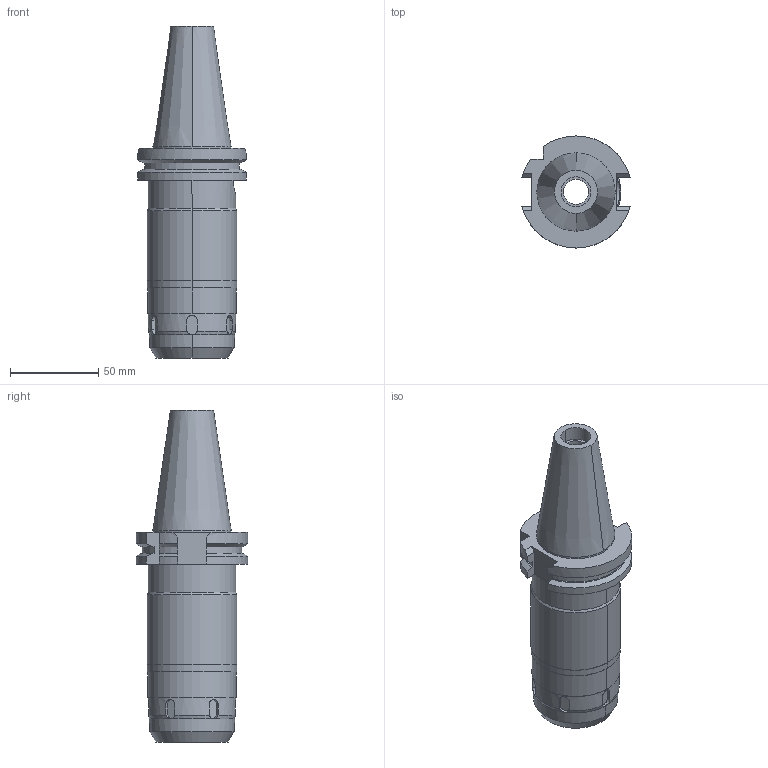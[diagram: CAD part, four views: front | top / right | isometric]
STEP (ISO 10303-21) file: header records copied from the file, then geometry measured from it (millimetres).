
FILE_DESCRIPTION((''),'2;1');
FILE_NAME('BDV40-HMC20S-120','2018-03-19T',('ykawabe'),(''),'CREO PARAMETRIC BY PTC INC, 2016380','CREO PARAMETRIC BY PTC INC, 2016380','');
FILE_SCHEMA(('AUTOMOTIVE_DESIGN { 1 0 10303 214 1 1 1 1 }'));
Length unit declared in the file: millimetre
Products named in the file (1): BDV40-HMC20S-120
Bounding box: 61.48 x 63.55 x 188.4 mm (x, y, z)
Volume: 268194.4 mm3; surface area: 42744.6 mm2
Topology: 1 solids, 1 shells, 113 faces, 336 edges, 233 vertices
Faces by surface type: plane 47, cylinder 46, cone 20
Entity records: 5247 total; most frequent: CARTESIAN_POINT 1012, ORIENTED_EDGE 672, DIRECTION 636, PRESENTATION_STYLE_ASSIGNMENT 341, STYLED_ITEM 341, CURVE_STYLE 340, EDGE_CURVE 336, AXIS2_PLACEMENT_3D 247
